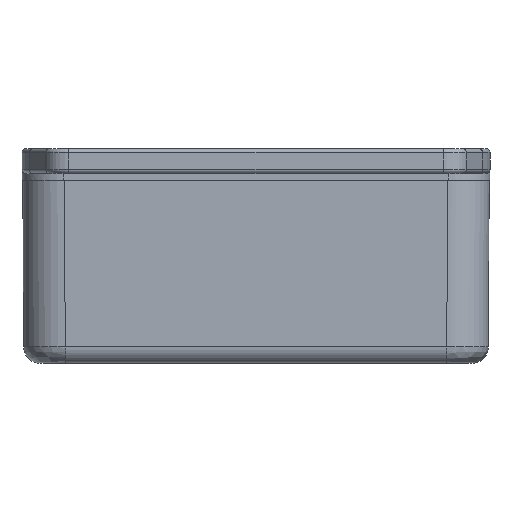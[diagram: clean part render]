
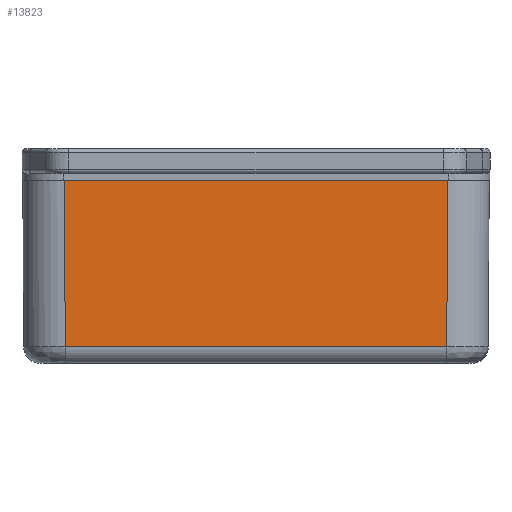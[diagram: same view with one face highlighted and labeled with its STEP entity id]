
A CAD part, front view. The second image highlights one B-rep face of the part: STEP entity #13823.
In plain terms, the highlighted planar face has unit normal (0, -1, -0.004).
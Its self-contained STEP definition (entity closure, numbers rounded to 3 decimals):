
#587=LINE('',#19060,#2021);
#1644=LINE('',#23162,#3078);
#1649=LINE('',#23243,#3083);
#1651=LINE('',#23246,#3085);
#2021=VECTOR('',#15482,46.);
#3078=VECTOR('',#17487,45.825);
#3083=VECTOR('',#17512,20.009);
#3085=VECTOR('',#17516,20.009);
#3677=PLANE('',#14637);
#4572=FACE_OUTER_BOUND('',#5389,.T.);
#5389=EDGE_LOOP('',(#12362,#12363,#12364,#12365));
#6183=VERTEX_POINT('',#19046);
#6189=VERTEX_POINT('',#19058);
#7014=VERTEX_POINT('',#23117);
#7018=VERTEX_POINT('',#23158);
#7547=EDGE_CURVE('',#6183,#6189,#587,.T.);
#8843=EDGE_CURVE('',#7014,#7018,#1644,.T.);
#8855=EDGE_CURVE('',#7018,#6189,#1649,.T.);
#8857=EDGE_CURVE('',#6183,#7014,#1651,.T.);
#12362=ORIENTED_EDGE('',*,*,#8843,.F.);
#12363=ORIENTED_EDGE('',*,*,#8857,.F.);
#12364=ORIENTED_EDGE('',*,*,#7547,.T.);
#12365=ORIENTED_EDGE('',*,*,#8855,.F.);
#13823=ADVANCED_FACE('',(#4572),#3677,.T.);
#14637=AXIS2_PLACEMENT_3D('',#23245,#17514,#17515);
#15482=DIRECTION('',(-1.,0.,0.));
#17487=DIRECTION('',(-1.,0.,0.));
#17512=DIRECTION('',(-0.004,-0.004,1.));
#17514=DIRECTION('center_axis',(0.,-1.,-0.004));
#17515=DIRECTION('ref_axis',(-1.,0.,0.));
#17516=DIRECTION('',(-0.004,0.004,-1.));
#19046=CARTESIAN_POINT('',(23.,-42.4,0.));
#19058=CARTESIAN_POINT('',(-23.,-42.4,0.));
#19060=CARTESIAN_POINT('',(28.,-42.4,0.));
#23117=CARTESIAN_POINT('',(22.913,-42.313,-20.009));
#23158=CARTESIAN_POINT('',(-22.913,-42.313,-20.009));
#23162=CARTESIAN_POINT('',(-14.,-42.313,-20.009));
#23243=CARTESIAN_POINT('',(-22.999,-42.399,-0.163));
#23245=CARTESIAN_POINT('Origin',(-28.,-42.4,0.));
#23246=CARTESIAN_POINT('',(23.,-42.4,-0.1));
